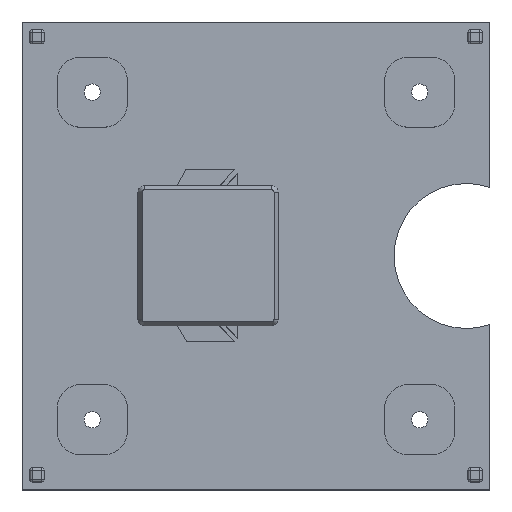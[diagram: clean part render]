
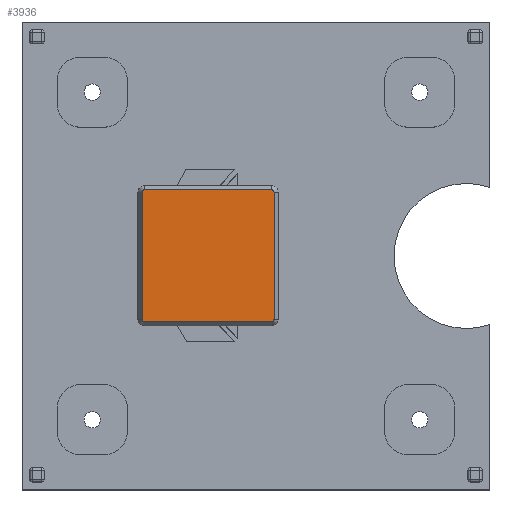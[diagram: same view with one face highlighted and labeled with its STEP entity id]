
A CAD part, top view. The second image highlights one B-rep face of the part: STEP entity #3936.
In plain terms, the highlighted planar face has unit normal (0, 0, 1).
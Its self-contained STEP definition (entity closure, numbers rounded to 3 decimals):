
#152=PLANE('',#4311);
#400=LINE('',#6348,#772);
#401=LINE('',#6352,#773);
#402=LINE('',#6356,#774);
#403=LINE('',#6359,#775);
#772=VECTOR('',#5180,10.);
#773=VECTOR('',#5183,10.);
#774=VECTOR('',#5186,10.);
#775=VECTOR('',#5189,10.);
#1194=FACE_OUTER_BOUND('',#1458,.T.);
#1458=EDGE_LOOP('',(#3247,#3248,#3249,#3250,#3251,#3252,#3253,#3254));
#1692=CIRCLE('',#4310,0.5);
#1693=CIRCLE('',#4312,0.5);
#1694=CIRCLE('',#4313,0.5);
#1695=CIRCLE('',#4314,0.5);
#1913=VERTEX_POINT('',#6341);
#1914=VERTEX_POINT('',#6343);
#1915=VERTEX_POINT('',#6347);
#1916=VERTEX_POINT('',#6349);
#1917=VERTEX_POINT('',#6351);
#1918=VERTEX_POINT('',#6353);
#1919=VERTEX_POINT('',#6355);
#1920=VERTEX_POINT('',#6357);
#2385=EDGE_CURVE('',#1913,#1914,#1692,.T.);
#2387=EDGE_CURVE('',#1915,#1913,#400,.T.);
#2388=EDGE_CURVE('',#1916,#1915,#1693,.T.);
#2389=EDGE_CURVE('',#1917,#1916,#401,.T.);
#2390=EDGE_CURVE('',#1918,#1917,#1694,.T.);
#2391=EDGE_CURVE('',#1919,#1918,#402,.T.);
#2392=EDGE_CURVE('',#1920,#1919,#1695,.T.);
#2393=EDGE_CURVE('',#1914,#1920,#403,.T.);
#3247=ORIENTED_EDGE('',*,*,#2385,.F.);
#3248=ORIENTED_EDGE('',*,*,#2387,.F.);
#3249=ORIENTED_EDGE('',*,*,#2388,.F.);
#3250=ORIENTED_EDGE('',*,*,#2389,.F.);
#3251=ORIENTED_EDGE('',*,*,#2390,.F.);
#3252=ORIENTED_EDGE('',*,*,#2391,.F.);
#3253=ORIENTED_EDGE('',*,*,#2392,.F.);
#3254=ORIENTED_EDGE('',*,*,#2393,.F.);
#3936=ADVANCED_FACE('',(#1194),#152,.T.);
#4310=AXIS2_PLACEMENT_3D('',#6344,#5175,#5176);
#4311=AXIS2_PLACEMENT_3D('',#6346,#5178,#5179);
#4312=AXIS2_PLACEMENT_3D('',#6350,#5181,#5182);
#4313=AXIS2_PLACEMENT_3D('',#6354,#5184,#5185);
#4314=AXIS2_PLACEMENT_3D('',#6358,#5187,#5188);
#5175=DIRECTION('center_axis',(0.,0.,-1.));
#5176=DIRECTION('ref_axis',(-0.707,0.707,0.));
#5178=DIRECTION('center_axis',(0.,0.,1.));
#5179=DIRECTION('ref_axis',(-1.,0.,0.));
#5180=DIRECTION('',(0.,1.,0.));
#5181=DIRECTION('center_axis',(0.,0.,-1.));
#5182=DIRECTION('ref_axis',(-0.707,-0.707,0.));
#5183=DIRECTION('',(-1.,0.,0.));
#5184=DIRECTION('center_axis',(0.,0.,-1.));
#5185=DIRECTION('ref_axis',(0.707,-0.707,0.));
#5186=DIRECTION('',(0.,-1.,0.));
#5187=DIRECTION('center_axis',(0.,0.,-1.));
#5188=DIRECTION('ref_axis',(0.707,0.707,0.));
#5189=DIRECTION('',(1.,0.,0.));
#6341=CARTESIAN_POINT('',(25.65,63.6,25.));
#6343=CARTESIAN_POINT('',(26.15,64.1,25.));
#6344=CARTESIAN_POINT('Origin',(26.15,63.6,25.));
#6346=CARTESIAN_POINT('Origin',(39.75,50.,25.));
#6347=CARTESIAN_POINT('',(25.65,36.4,25.));
#6348=CARTESIAN_POINT('',(25.65,35.9,25.));
#6349=CARTESIAN_POINT('',(26.15,35.9,25.));
#6350=CARTESIAN_POINT('Origin',(26.15,36.4,25.));
#6351=CARTESIAN_POINT('',(53.35,35.9,25.));
#6352=CARTESIAN_POINT('',(53.85,35.9,25.));
#6353=CARTESIAN_POINT('',(53.85,36.4,25.));
#6354=CARTESIAN_POINT('Origin',(53.35,36.4,25.));
#6355=CARTESIAN_POINT('',(53.85,63.6,25.));
#6356=CARTESIAN_POINT('',(53.85,64.1,25.));
#6357=CARTESIAN_POINT('',(53.35,64.1,25.));
#6358=CARTESIAN_POINT('Origin',(53.35,63.6,25.));
#6359=CARTESIAN_POINT('',(25.65,64.1,25.));
